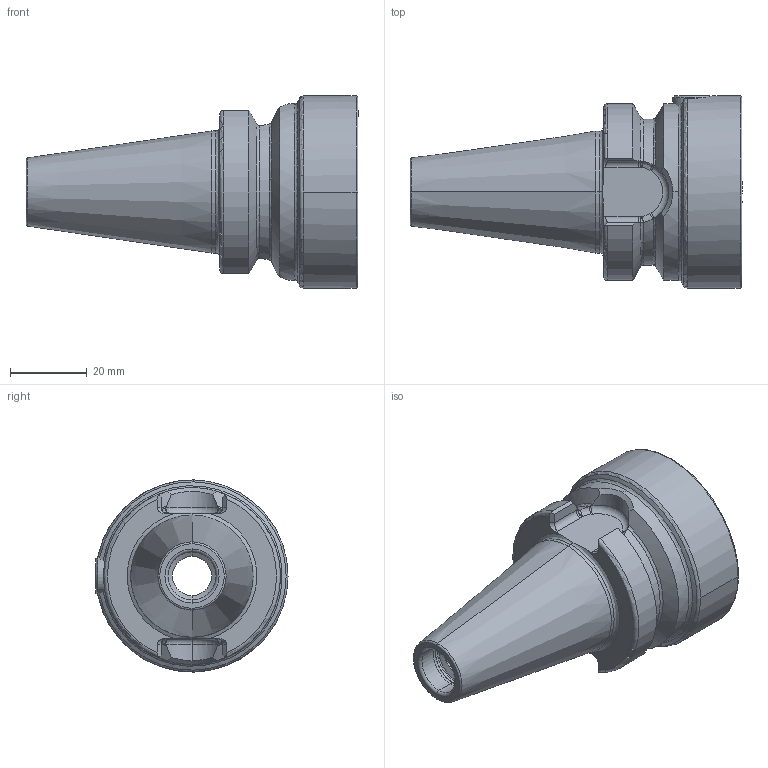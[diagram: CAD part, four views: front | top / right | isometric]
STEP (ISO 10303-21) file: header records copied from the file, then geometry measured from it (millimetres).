
FILE_DESCRIPTION (( 'STEP AP203' ), '1' );
FILE_NAME ('BT3-ST5.K01.038.STEP', '2016-02-12T09:38:06', ( 'SWIAdmin' ), ( 'Hewlett-Packard Company' ), 'SwSTEP 2.0', 'SolidWorks 2015', '' );
FILE_SCHEMA (( 'CONFIG_CONTROL_DESIGN' ));
Length unit declared in the file: millimetre
Products named in the file (3): BT3-ST5.K01.038_A; ST5-ER1.001.012_A; BT3-ST5.K01.038
Assembly tree (2 placements, depth 2):
  BT3-ST5.K01.038
    BT3-ST5.K01.038_A
    ST5-ER1.001.012_A
Bounding box: 86.4 x 50 x 50 mm (x, y, z)
Volume: 59243.2 mm3; surface area: 18174.1 mm2
Topology: 2 solids, 2 shells, 153 faces, 380 edges, 229 vertices
Faces by surface type: cylinder 42, plane 35, torus 34, cone 21, bspline 21
Entity records: 5977 total; most frequent: CARTESIAN_POINT 2277, ORIENTED_EDGE 756, DIRECTION 673, EDGE_CURVE 378, AXIS2_PLACEMENT_3D 280, VERTEX_POINT 229, EDGE_LOOP 157, FACE_OUTER_BOUND 153
